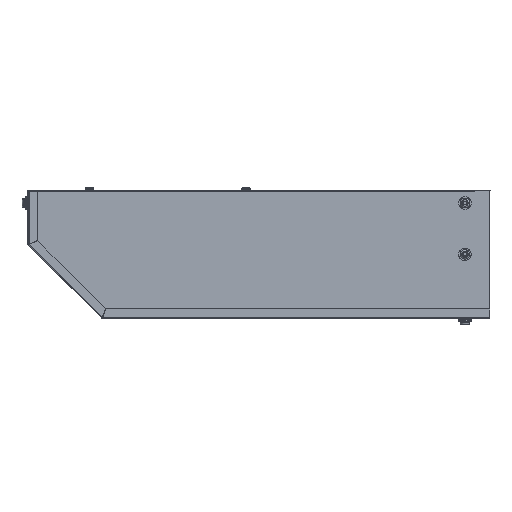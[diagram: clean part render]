
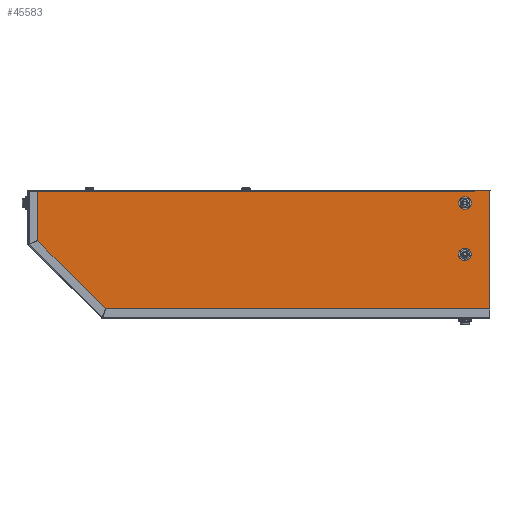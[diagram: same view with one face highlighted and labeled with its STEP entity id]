
A CAD part, left-side view. The second image highlights one B-rep face of the part: STEP entity #45583.
In plain terms, the highlighted face is planar.
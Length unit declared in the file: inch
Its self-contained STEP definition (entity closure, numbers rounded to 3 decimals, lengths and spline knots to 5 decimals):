
#983 = DIRECTION ( 'NONE',  ( 1., 0., 0. ) ) ;
#1407 = DIRECTION ( 'NONE',  ( 0., 0., -1. ) ) ;
#2766 = CARTESIAN_POINT ( 'NONE',  ( 1.72913, -15.35938, 0. ) ) ;
#2833 = ORIENTED_EDGE ( 'NONE', *, *, #56497, .F. ) ;
#3054 = DIRECTION ( 'NONE',  ( 0., 1., 0. ) ) ;
#3284 = AXIS2_PLACEMENT_3D ( 'NONE', #53906, #49957, #13526 ) ;
#4394 = VERTEX_POINT ( 'NONE', #12828 ) ;
#4671 = EDGE_CURVE ( 'NONE', #44982, #4394, #57716, .T. ) ;
#5411 = LINE ( 'NONE', #43336, #9059 ) ;
#6135 = EDGE_LOOP ( 'NONE', ( #45227, #50745, #39747, #7580, #21712, #33205, #2833 ) ) ;
#7580 = ORIENTED_EDGE ( 'NONE', *, *, #17274, .F. ) ;
#9059 = VECTOR ( 'NONE', #29087, 39.37008 ) ;
#9224 = AXIS2_PLACEMENT_3D ( 'NONE', #15172, #47337, #33715 ) ;
#9657 = VERTEX_POINT ( 'NONE', #22222 ) ;
#10754 = ORIENTED_EDGE ( 'NONE', *, *, #58928, .F. ) ;
#10864 = VECTOR ( 'NONE', #983, 39.37008 ) ;
#12405 = LINE ( 'NONE', #30046, #28589 ) ;
#12828 = CARTESIAN_POINT ( 'NONE',  ( 4.06412, -1.24138, 0. ) ) ;
#13526 = DIRECTION ( 'NONE',  ( -1., 0., 0. ) ) ;
#13555 = DIRECTION ( 'NONE',  ( -1., 0., 0. ) ) ;
#13841 = VERTEX_POINT ( 'NONE', #25711 ) ;
#14853 = CARTESIAN_POINT ( 'NONE',  ( -0.87987, -7.36589, 0. ) ) ;
#14906 = VERTEX_POINT ( 'NONE', #21436 ) ;
#14914 = EDGE_CURVE ( 'NONE', #14906, #42337, #41757, .T. ) ;
#14955 = CARTESIAN_POINT ( 'NONE',  ( 1.59212, -16.33438, 0. ) ) ;
#15172 = CARTESIAN_POINT ( 'NONE',  ( 1.62013, -15.35938, 0. ) ) ;
#15709 = CARTESIAN_POINT ( 'NONE',  ( -0.87987, -15.74938, 0. ) ) ;
#16700 = DIRECTION ( 'NONE',  ( 1., 0., 0. ) ) ;
#17274 = EDGE_CURVE ( 'NONE', #37210, #46070, #37659, .T. ) ;
#18095 = PLANE ( 'NONE',  #3284 ) ;
#20664 = CARTESIAN_POINT ( 'NONE',  ( 1.62013, -15.35938, 0. ) ) ;
#21368 = EDGE_CURVE ( 'NONE', #46070, #44982, #23479, .T. ) ;
#21436 = CARTESIAN_POINT ( 'NONE',  ( -0.27087, -15.35938, 0. ) ) ;
#21712 = ORIENTED_EDGE ( 'NONE', *, *, #25620, .F. ) ;
#21996 = EDGE_CURVE ( 'NONE', #9657, #23345, #53542, .T. ) ;
#22222 = CARTESIAN_POINT ( 'NONE',  ( 1.51113, -15.35938, 0. ) ) ;
#22641 = FACE_BOUND ( 'NONE', #54580, .T. ) ;
#22987 = CARTESIAN_POINT ( 'NONE',  ( 1.59212, -15.74938, 0. ) ) ;
#23345 = VERTEX_POINT ( 'NONE', #2766 ) ;
#23479 = LINE ( 'NONE', #14955, #10864 ) ;
#25449 = CARTESIAN_POINT ( 'NONE',  ( 1.22013, 1.6026, 0. ) ) ;
#25548 = VECTOR ( 'NONE', #3054, 39.37008 ) ;
#25620 = EDGE_CURVE ( 'NONE', #13841, #37210, #37834, .T. ) ;
#25688 = ORIENTED_EDGE ( 'NONE', *, *, #21996, .F. ) ;
#25711 = CARTESIAN_POINT ( 'NONE',  ( -0.83987, -15.74938, 0. ) ) ;
#26862 = EDGE_LOOP ( 'NONE', ( #55967, #48412 ) ) ;
#28589 = VECTOR ( 'NONE', #35806, 39.37008 ) ;
#29087 = DIRECTION ( 'NONE',  ( -1., 0., 0. ) ) ;
#29790 = EDGE_CURVE ( 'NONE', #51361, #13841, #30941, .T. ) ;
#30046 = CARTESIAN_POINT ( 'NONE',  ( 4.20631, -1.38358, 0. ) ) ;
#30941 = LINE ( 'NONE', #37000, #39555 ) ;
#31445 = FACE_OUTER_BOUND ( 'NONE', #6135, .T. ) ;
#31469 = CARTESIAN_POINT ( 'NONE',  ( -0.37987, -15.35938, 0. ) ) ;
#32195 = VERTEX_POINT ( 'NONE', #25449 ) ;
#32777 = AXIS2_PLACEMENT_3D ( 'NONE', #33030, #1407, #46944 ) ;
#33030 = CARTESIAN_POINT ( 'NONE',  ( -0.37987, -15.35938, 0. ) ) ;
#33205 = ORIENTED_EDGE ( 'NONE', *, *, #29790, .F. ) ;
#33715 = DIRECTION ( 'NONE',  ( 1., 0., 0. ) ) ;
#35041 = CARTESIAN_POINT ( 'NONE',  ( -0.48887, -15.35938, 0. ) ) ;
#35806 = DIRECTION ( 'NONE',  ( -0.707, 0.707, 0. ) ) ;
#36324 = DIRECTION ( 'NONE',  ( 0., 0., -1. ) ) ;
#37000 = CARTESIAN_POINT ( 'NONE',  ( -0.83987, -7.36589, 0. ) ) ;
#37210 = VERTEX_POINT ( 'NONE', #15709 ) ;
#37659 = LINE ( 'NONE', #14853, #42830 ) ;
#37834 = LINE ( 'NONE', #22987, #41422 ) ;
#39199 = DIRECTION ( 'NONE',  ( 0., 0., -1. ) ) ;
#39555 = VECTOR ( 'NONE', #49430, 39.37008 ) ;
#39747 = ORIENTED_EDGE ( 'NONE', *, *, #21368, .F. ) ;
#41148 = FACE_BOUND ( 'NONE', #26862, .T. ) ;
#41422 = VECTOR ( 'NONE', #13555, 39.37008 ) ;
#41736 = EDGE_CURVE ( 'NONE', #42337, #14906, #58895, .T. ) ;
#41757 = CIRCLE ( 'NONE', #44621, 0.109 ) ;
#42337 = VERTEX_POINT ( 'NONE', #35041 ) ;
#42493 = DIRECTION ( 'NONE',  ( 0., -1., 0. ) ) ;
#42830 = VECTOR ( 'NONE', #42493, 39.37008 ) ;
#43336 = CARTESIAN_POINT ( 'NONE',  ( 1.59212, 1.6026, 0. ) ) ;
#44621 = AXIS2_PLACEMENT_3D ( 'NONE', #31469, #36324, #54520 ) ;
#44982 = VERTEX_POINT ( 'NONE', #57111 ) ;
#45227 = ORIENTED_EDGE ( 'NONE', *, *, #46574, .F. ) ;
#45583 = ADVANCED_FACE ( 'F2', ( #22641, #41148, #31445 ), #18095, .F. ) ;
#46070 = VERTEX_POINT ( 'NONE', #57417 ) ;
#46574 = EDGE_CURVE ( 'NONE', #4394, #32195, #12405, .T. ) ;
#46944 = DIRECTION ( 'NONE',  ( 1., 0., 0. ) ) ;
#47337 = DIRECTION ( 'NONE',  ( 0., 0., -1. ) ) ;
#47953 = CIRCLE ( 'NONE', #9224, 0.109 ) ;
#48412 = ORIENTED_EDGE ( 'NONE', *, *, #41736, .F. ) ;
#48890 = CARTESIAN_POINT ( 'NONE',  ( 4.06412, -7.36589, 0. ) ) ;
#49430 = DIRECTION ( 'NONE',  ( 0., -1., 0. ) ) ;
#49681 = AXIS2_PLACEMENT_3D ( 'NONE', #20664, #39199, #16700 ) ;
#49957 = DIRECTION ( 'NONE',  ( 0., 0., 1. ) ) ;
#50584 = CARTESIAN_POINT ( 'NONE',  ( -0.83987, 1.6026, 0. ) ) ;
#50745 = ORIENTED_EDGE ( 'NONE', *, *, #4671, .F. ) ;
#51361 = VERTEX_POINT ( 'NONE', #50584 ) ;
#53542 = CIRCLE ( 'NONE', #49681, 0.109 ) ;
#53906 = CARTESIAN_POINT ( 'NONE',  ( 4.0653, 1.60379, 0. ) ) ;
#54520 = DIRECTION ( 'NONE',  ( 1., 0., 0. ) ) ;
#54580 = EDGE_LOOP ( 'NONE', ( #10754, #25688 ) ) ;
#55967 = ORIENTED_EDGE ( 'NONE', *, *, #14914, .F. ) ;
#56497 = EDGE_CURVE ( 'NONE', #32195, #51361, #5411, .T. ) ;
#57111 = CARTESIAN_POINT ( 'NONE',  ( 4.06412, -16.33438, 0. ) ) ;
#57417 = CARTESIAN_POINT ( 'NONE',  ( -0.87987, -16.33438, 0. ) ) ;
#57716 = LINE ( 'NONE', #48890, #25548 ) ;
#58895 = CIRCLE ( 'NONE', #32777, 0.109 ) ;
#58928 = EDGE_CURVE ( 'NONE', #23345, #9657, #47953, .T. ) ;
